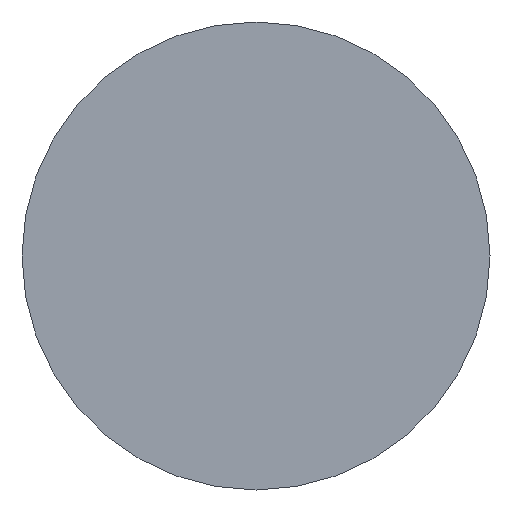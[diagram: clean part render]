
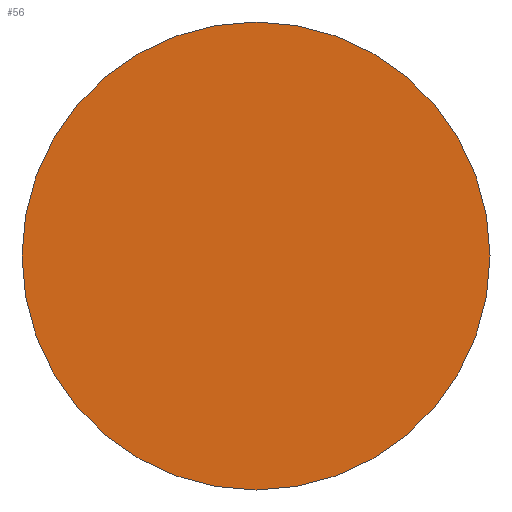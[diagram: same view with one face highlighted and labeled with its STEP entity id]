
A CAD part, left-side view. The second image highlights one B-rep face of the part: STEP entity #56.
In plain terms, the highlighted planar face has unit normal (-1, 0, 0).
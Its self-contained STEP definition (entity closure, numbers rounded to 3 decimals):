
#5 = AXIS2_PLACEMENT_3D ( 'NONE', #376, #121, #155 ) ;
#15 = CARTESIAN_POINT ( 'NONE',  ( 0., 0., 0. ) ) ;
#20 = EDGE_CURVE ( 'NONE', #292, #296, #184, .T. ) ;
#56 = ADVANCED_FACE ( 'NONE', ( #180 ), #167, .F. ) ;
#61 = ORIENTED_EDGE ( 'NONE', *, *, #153, .F. ) ;
#108 = CARTESIAN_POINT ( 'NONE',  ( 0., 1.1, 0. ) ) ;
#111 = CARTESIAN_POINT ( 'NONE',  ( 0., -1.1, 0. ) ) ;
#121 = DIRECTION ( 'NONE',  ( 1., 0., 0. ) ) ;
#153 = EDGE_CURVE ( 'NONE', #296, #292, #191, .T. ) ;
#155 = DIRECTION ( 'NONE',  ( 0., 1., 0. ) ) ;
#167 = PLANE ( 'NONE',  #413 ) ;
#168 = AXIS2_PLACEMENT_3D ( 'NONE', #353, #426, #284 ) ;
#180 = FACE_OUTER_BOUND ( 'NONE', #303, .T. ) ;
#184 = CIRCLE ( 'NONE', #5, 1.1 ) ;
#191 = CIRCLE ( 'NONE', #168, 1.1 ) ;
#284 = DIRECTION ( 'NONE',  ( 0., 1., 0. ) ) ;
#292 = VERTEX_POINT ( 'NONE', #108 ) ;
#296 = VERTEX_POINT ( 'NONE', #111 ) ;
#303 = EDGE_LOOP ( 'NONE', ( #424, #61 ) ) ;
#310 = DIRECTION ( 'NONE',  ( 1., 0., 0. ) ) ;
#347 = DIRECTION ( 'NONE',  ( 0., 1., 0. ) ) ;
#353 = CARTESIAN_POINT ( 'NONE',  ( 0., 0., 0. ) ) ;
#376 = CARTESIAN_POINT ( 'NONE',  ( 0., 0., 0. ) ) ;
#413 = AXIS2_PLACEMENT_3D ( 'NONE', #15, #310, #347 ) ;
#424 = ORIENTED_EDGE ( 'NONE', *, *, #20, .F. ) ;
#426 = DIRECTION ( 'NONE',  ( 1., 0., 0. ) ) ;
